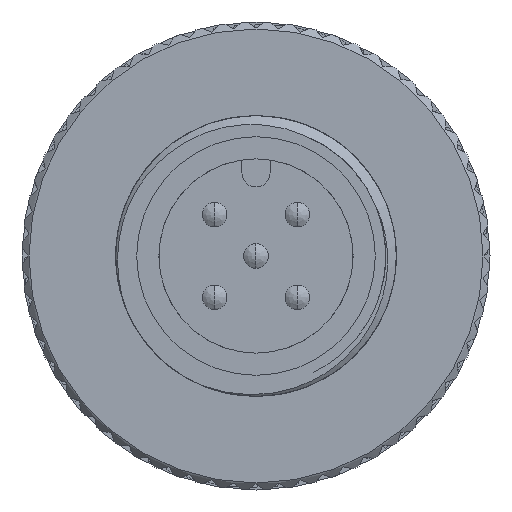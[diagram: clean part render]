
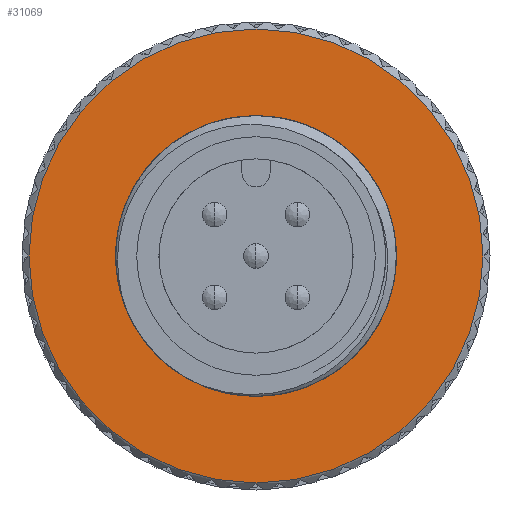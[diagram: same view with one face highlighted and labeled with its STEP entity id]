
A CAD part, left-side view. The second image highlights one B-rep face of the part: STEP entity #31069.
In plain terms, the highlighted planar face has unit normal (-1, 0, 0).
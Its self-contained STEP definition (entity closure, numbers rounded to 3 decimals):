
#866 = CIRCLE ( 'NONE', #7225, 9.7 ) ;
#983 = CARTESIAN_POINT ( 'NONE',  ( -7.23, 0., 5.3 ) ) ;
#1785 = AXIS2_PLACEMENT_3D ( 'NONE', #16966, #16947, #16896 ) ;
#3326 = EDGE_CURVE ( 'NONE', #10705, #16954, #31383, .T. ) ;
#3539 = EDGE_LOOP ( 'NONE', ( #33588, #9334 ) ) ;
#6104 = EDGE_CURVE ( 'NONE', #16954, #10705, #9869, .T. ) ;
#6952 = DIRECTION ( 'NONE',  ( 1., 0., 0. ) ) ;
#7057 = DIRECTION ( 'NONE',  ( -1., 0., 0. ) ) ;
#7225 = AXIS2_PLACEMENT_3D ( 'NONE', #24060, #6952, #26924 ) ;
#9334 = ORIENTED_EDGE ( 'NONE', *, *, #9947, .F. ) ;
#9869 = CIRCLE ( 'NONE', #18876, 5.3 ) ;
#9947 = EDGE_CURVE ( 'NONE', #13393, #22355, #25799, .T. ) ;
#10534 = EDGE_LOOP ( 'NONE', ( #18707, #33903 ) ) ;
#10705 = VERTEX_POINT ( 'NONE', #11018 ) ;
#11018 = CARTESIAN_POINT ( 'NONE',  ( -7.23, 0., -5.3 ) ) ;
#12412 = DIRECTION ( 'NONE',  ( 1., 0., 0. ) ) ;
#12681 = DIRECTION ( 'NONE',  ( 1., 0., 0. ) ) ;
#13393 = VERTEX_POINT ( 'NONE', #16223 ) ;
#13660 = DIRECTION ( 'NONE',  ( 0., 0., 1. ) ) ;
#13787 = CARTESIAN_POINT ( 'NONE',  ( -7.23, 0., -9.7 ) ) ;
#15714 = AXIS2_PLACEMENT_3D ( 'NONE', #26679, #12412, #32498 ) ;
#16223 = CARTESIAN_POINT ( 'NONE',  ( -7.23, 0., 9.7 ) ) ;
#16419 = CARTESIAN_POINT ( 'NONE',  ( -7.23, 0., 0. ) ) ;
#16896 = DIRECTION ( 'NONE',  ( 0., 0., 1. ) ) ;
#16947 = DIRECTION ( 'NONE',  ( -1., 0., 0. ) ) ;
#16954 = VERTEX_POINT ( 'NONE', #983 ) ;
#16966 = CARTESIAN_POINT ( 'NONE',  ( -7.23, 0., 0. ) ) ;
#18707 = ORIENTED_EDGE ( 'NONE', *, *, #6104, .F. ) ;
#18876 = AXIS2_PLACEMENT_3D ( 'NONE', #16419, #7057, #13660 ) ;
#20825 = EDGE_CURVE ( 'NONE', #22355, #13393, #866, .T. ) ;
#20984 = PLANE ( 'NONE',  #15714 ) ;
#22355 = VERTEX_POINT ( 'NONE', #13787 ) ;
#24060 = CARTESIAN_POINT ( 'NONE',  ( -7.23, 0., 0. ) ) ;
#25799 = CIRCLE ( 'NONE', #26468, 9.7 ) ;
#26191 = CARTESIAN_POINT ( 'NONE',  ( -7.23, 0., 0. ) ) ;
#26468 = AXIS2_PLACEMENT_3D ( 'NONE', #26191, #12681, #34801 ) ;
#26679 = CARTESIAN_POINT ( 'NONE',  ( -7.23, 6., 0. ) ) ;
#26924 = DIRECTION ( 'NONE',  ( 0., 0., -1. ) ) ;
#31069 = ADVANCED_FACE ( 'NONE', ( #31692, #31281 ), #20984, .F. ) ;
#31281 = FACE_BOUND ( 'NONE', #10534, .T. ) ;
#31383 = CIRCLE ( 'NONE', #1785, 5.3 ) ;
#31692 = FACE_OUTER_BOUND ( 'NONE', #3539, .T. ) ;
#32498 = DIRECTION ( 'NONE',  ( 0., 0., -1. ) ) ;
#33588 = ORIENTED_EDGE ( 'NONE', *, *, #20825, .F. ) ;
#33903 = ORIENTED_EDGE ( 'NONE', *, *, #3326, .F. ) ;
#34801 = DIRECTION ( 'NONE',  ( 0., 0., -1. ) ) ;
